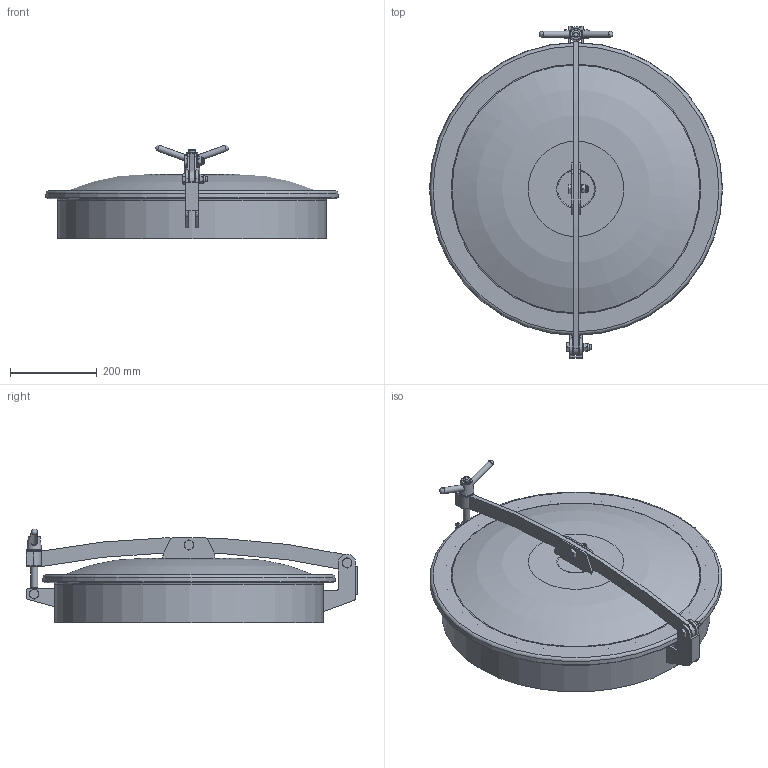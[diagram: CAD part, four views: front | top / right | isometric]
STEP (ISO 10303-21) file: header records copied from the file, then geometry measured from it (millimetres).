
FILE_DESCRIPTION(/* description */ ('Unknown'),/* implementation_level */ '2;1');
FILE_NAME(/* name */ 'FA61E3100 MOD T1_600',/* time_stamp */ '2016-07-01T17:01:57+02:00',/* author */ ('Unknown'),/* organization */ ('Unknown'),/* preprocessor_version */ 'ST-DEVELOPER v16',/* originating_system */ 'DEX',/* authorisation */ $);
FILE_SCHEMA (('AUTOMOTIVE_DESIGN {1 0 10303 214 3 1 1}'));
Length unit declared in the file: millimetre
Products named in the file (20): FA61E3100 MOD T1_600; 7TA6100 rev 02; 8AL42-44 rev 02; 81120 rev 0; 82013; 81121 rev 0; 9632 assieme; 7CA6100; 8AS208; 81004 rev 01; 71053 rev 01; 8P129 rev 02; 97280; 91017 rev 02; 94031 rev 0; 97052 rev 04; 95031; 95035; 95209; 97064 rev 01
Assembly tree (26 placements, depth 3):
  FA61E3100 MOD T1_600
    7TA6100 rev 02
      8AL42-44 rev 02
      81120 rev 0  x2
      82013
      81121 rev 0  x2
    9632 assieme
    7CA6100
      8AS208
      81004 rev 01  x2
    71053 rev 01
      8P129 rev 02
      97280
    91017 rev 02
    94031 rev 0
    97052 rev 04
    95031  x2
    95035
    95209  x3
    97064 rev 01  x2
Bounding box: 676 x 765.99 x 216.8 mm (x, y, z)
Volume: 2935573.7 mm3; surface area: 1624426.1 mm2
Topology: 23 solids, 23 shells, 328 faces, 746 edges, 458 vertices
Faces by surface type: plane 141, cylinder 87, cone 48, torus 30, sphere 16, bspline 6
Full cylindrical faces by diameter (mm): 10.106 x3, 12 x5, 12.5 x9, 13.835 x1, 14 x2, 16 x2, 24 x1, 25 x2, 30 x2, 34 x1, 85 x1, 91 x1, 614 x1, 620 x1, 650 x1, 656 x1, 658 x1, 665 x1, 676 x1
Entity records: 9571 total; most frequent: CARTESIAN_POINT 3417, DIRECTION 1130, ORIENTED_EDGE 858, AXIS2_PLACEMENT_3D 478, EDGE_CURVE 429, EDGE_LOOP 362, FACE_BOUND 362, VERTEX_POINT 303
